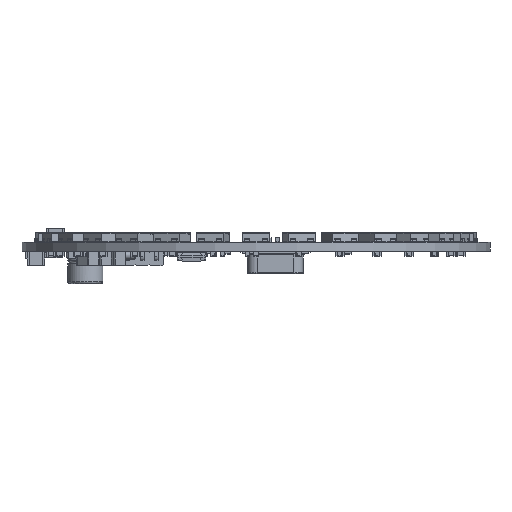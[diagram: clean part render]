
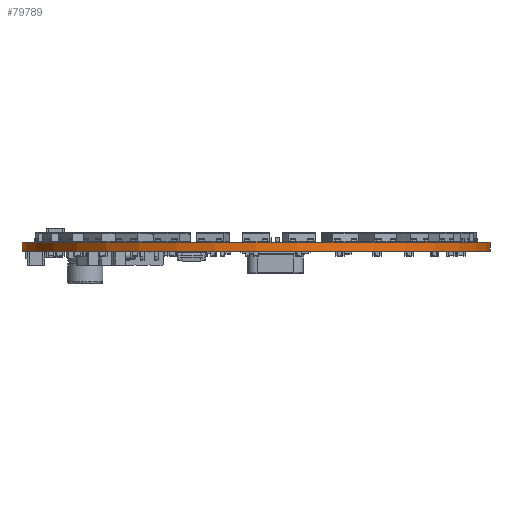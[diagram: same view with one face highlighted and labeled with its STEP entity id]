
A CAD part, left-side view. The second image highlights one B-rep face of the part: STEP entity #79789.
In plain terms, the highlighted cylindrical face has radius 42 mm (diameter 84 mm), a partial arc.
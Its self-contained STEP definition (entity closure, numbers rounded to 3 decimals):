
#79673 = EDGE_CURVE('',#79674,#79676,#79678,.T.);
#79674 = VERTEX_POINT('',#79675);
#79675 = CARTESIAN_POINT('',(0.,-42.,0.));
#79676 = VERTEX_POINT('',#79677);
#79677 = CARTESIAN_POINT('',(0.,-42.,1.6));
#79678 = SURFACE_CURVE('',#79679,(#79683,#79695),.PCURVE_S1.);
#79679 = LINE('',#79680,#79681);
#79680 = CARTESIAN_POINT('',(0.,-42.,0.));
#79681 = VECTOR('',#79682,1.);
#79682 = DIRECTION('',(0.,0.,1.));
#79683 = PCURVE('',#79684,#79689);
#79684 = PLANE('',#79685);
#79685 = AXIS2_PLACEMENT_3D('',#79686,#79687,#79688);
#79686 = CARTESIAN_POINT('',(0.,-42.,0.));
#79687 = DIRECTION('',(0.,1.,0.));
#79688 = DIRECTION('',(1.,0.,0.));
#79689 = DEFINITIONAL_REPRESENTATION('',(#79690),#79694);
#79690 = LINE('',#79691,#79692);
#79691 = CARTESIAN_POINT('',(0.,0.));
#79692 = VECTOR('',#79693,1.);
#79693 = DIRECTION('',(0.,-1.));
#79694 = ( GEOMETRIC_REPRESENTATION_CONTEXT(2) 
PARAMETRIC_REPRESENTATION_CONTEXT() REPRESENTATION_CONTEXT('2D SPACE',''
  ) );
#79695 = PCURVE('',#79696,#79701);
#79696 = CYLINDRICAL_SURFACE('',#79697,42.);
#79697 = AXIS2_PLACEMENT_3D('',#79698,#79699,#79700);
#79698 = CARTESIAN_POINT('',(0.,-0.,0.));
#79699 = DIRECTION('',(-0.,-0.,-1.));
#79700 = DIRECTION('',(1.,0.,-0.));
#79701 = DEFINITIONAL_REPRESENTATION('',(#79702),#79706);
#79702 = LINE('',#79703,#79704);
#79703 = CARTESIAN_POINT('',(-4.712,0.));
#79704 = VECTOR('',#79705,1.);
#79705 = DIRECTION('',(-0.,-1.));
#79706 = ( GEOMETRIC_REPRESENTATION_CONTEXT(2) 
PARAMETRIC_REPRESENTATION_CONTEXT() REPRESENTATION_CONTEXT('2D SPACE',''
  ) );
#79724 = PLANE('',#79725);
#79725 = AXIS2_PLACEMENT_3D('',#79726,#79727,#79728);
#79726 = CARTESIAN_POINT('',(15.892,0.,1.6));
#79727 = DIRECTION('',(0.,0.,1.));
#79728 = DIRECTION('',(1.,0.,-0.));
#79778 = PLANE('',#79779);
#79779 = AXIS2_PLACEMENT_3D('',#79780,#79781,#79782);
#79780 = CARTESIAN_POINT('',(15.892,0.,0.));
#79781 = DIRECTION('',(0.,0.,1.));
#79782 = DIRECTION('',(1.,0.,-0.));
#79789 = ADVANCED_FACE('',(#79790),#79696,.T.);
#79790 = FACE_BOUND('',#79791,.F.);
#79791 = EDGE_LOOP('',(#79792,#79822,#79844,#79845));
#79792 = ORIENTED_EDGE('',*,*,#79793,.T.);
#79793 = EDGE_CURVE('',#79794,#79796,#79798,.T.);
#79794 = VERTEX_POINT('',#79795);
#79795 = CARTESIAN_POINT('',(0.,42.,0.));
#79796 = VERTEX_POINT('',#79797);
#79797 = CARTESIAN_POINT('',(0.,42.,1.6));
#79798 = SURFACE_CURVE('',#79799,(#79803,#79810),.PCURVE_S1.);
#79799 = LINE('',#79800,#79801);
#79800 = CARTESIAN_POINT('',(0.,42.,0.));
#79801 = VECTOR('',#79802,1.);
#79802 = DIRECTION('',(0.,0.,1.));
#79803 = PCURVE('',#79696,#79804);
#79804 = DEFINITIONAL_REPRESENTATION('',(#79805),#79809);
#79805 = LINE('',#79806,#79807);
#79806 = CARTESIAN_POINT('',(-1.571,0.));
#79807 = VECTOR('',#79808,1.);
#79808 = DIRECTION('',(-0.,-1.));
#79809 = ( GEOMETRIC_REPRESENTATION_CONTEXT(2) 
PARAMETRIC_REPRESENTATION_CONTEXT() REPRESENTATION_CONTEXT('2D SPACE',''
  ) );
#79810 = PCURVE('',#79811,#79816);
#79811 = PLANE('',#79812);
#79812 = AXIS2_PLACEMENT_3D('',#79813,#79814,#79815);
#79813 = CARTESIAN_POINT('',(58.,42.,0.));
#79814 = DIRECTION('',(0.,-1.,0.));
#79815 = DIRECTION('',(-1.,0.,0.));
#79816 = DEFINITIONAL_REPRESENTATION('',(#79817),#79821);
#79817 = LINE('',#79818,#79819);
#79818 = CARTESIAN_POINT('',(58.,0.));
#79819 = VECTOR('',#79820,1.);
#79820 = DIRECTION('',(0.,-1.));
#79821 = ( GEOMETRIC_REPRESENTATION_CONTEXT(2) 
PARAMETRIC_REPRESENTATION_CONTEXT() REPRESENTATION_CONTEXT('2D SPACE',''
  ) );
#79822 = ORIENTED_EDGE('',*,*,#79823,.T.);
#79823 = EDGE_CURVE('',#79796,#79676,#79824,.T.);
#79824 = SURFACE_CURVE('',#79825,(#79830,#79837),.PCURVE_S1.);
#79825 = CIRCLE('',#79826,42.);
#79826 = AXIS2_PLACEMENT_3D('',#79827,#79828,#79829);
#79827 = CARTESIAN_POINT('',(0.,0.,1.6));
#79828 = DIRECTION('',(0.,0.,1.));
#79829 = DIRECTION('',(1.,0.,-0.));
#79830 = PCURVE('',#79696,#79831);
#79831 = DEFINITIONAL_REPRESENTATION('',(#79832),#79836);
#79832 = LINE('',#79833,#79834);
#79833 = CARTESIAN_POINT('',(-0.,-1.6));
#79834 = VECTOR('',#79835,1.);
#79835 = DIRECTION('',(-1.,0.));
#79836 = ( GEOMETRIC_REPRESENTATION_CONTEXT(2) 
PARAMETRIC_REPRESENTATION_CONTEXT() REPRESENTATION_CONTEXT('2D SPACE',''
  ) );
#79837 = PCURVE('',#79724,#79838);
#79838 = DEFINITIONAL_REPRESENTATION('',(#79839),#79843);
#79839 = CIRCLE('',#79840,42.);
#79840 = AXIS2_PLACEMENT_2D('',#79841,#79842);
#79841 = CARTESIAN_POINT('',(-15.892,0.));
#79842 = DIRECTION('',(1.,0.));
#79843 = ( GEOMETRIC_REPRESENTATION_CONTEXT(2) 
PARAMETRIC_REPRESENTATION_CONTEXT() REPRESENTATION_CONTEXT('2D SPACE',''
  ) );
#79844 = ORIENTED_EDGE('',*,*,#79673,.F.);
#79845 = ORIENTED_EDGE('',*,*,#79846,.F.);
#79846 = EDGE_CURVE('',#79794,#79674,#79847,.T.);
#79847 = SURFACE_CURVE('',#79848,(#79853,#79860),.PCURVE_S1.);
#79848 = CIRCLE('',#79849,42.);
#79849 = AXIS2_PLACEMENT_3D('',#79850,#79851,#79852);
#79850 = CARTESIAN_POINT('',(0.,-0.,0.));
#79851 = DIRECTION('',(0.,0.,1.));
#79852 = DIRECTION('',(1.,0.,-0.));
#79853 = PCURVE('',#79696,#79854);
#79854 = DEFINITIONAL_REPRESENTATION('',(#79855),#79859);
#79855 = LINE('',#79856,#79857);
#79856 = CARTESIAN_POINT('',(-0.,0.));
#79857 = VECTOR('',#79858,1.);
#79858 = DIRECTION('',(-1.,0.));
#79859 = ( GEOMETRIC_REPRESENTATION_CONTEXT(2) 
PARAMETRIC_REPRESENTATION_CONTEXT() REPRESENTATION_CONTEXT('2D SPACE',''
  ) );
#79860 = PCURVE('',#79778,#79861);
#79861 = DEFINITIONAL_REPRESENTATION('',(#79862),#79866);
#79862 = CIRCLE('',#79863,42.);
#79863 = AXIS2_PLACEMENT_2D('',#79864,#79865);
#79864 = CARTESIAN_POINT('',(-15.892,0.));
#79865 = DIRECTION('',(1.,0.));
#79866 = ( GEOMETRIC_REPRESENTATION_CONTEXT(2) 
PARAMETRIC_REPRESENTATION_CONTEXT() REPRESENTATION_CONTEXT('2D SPACE',''
  ) );
